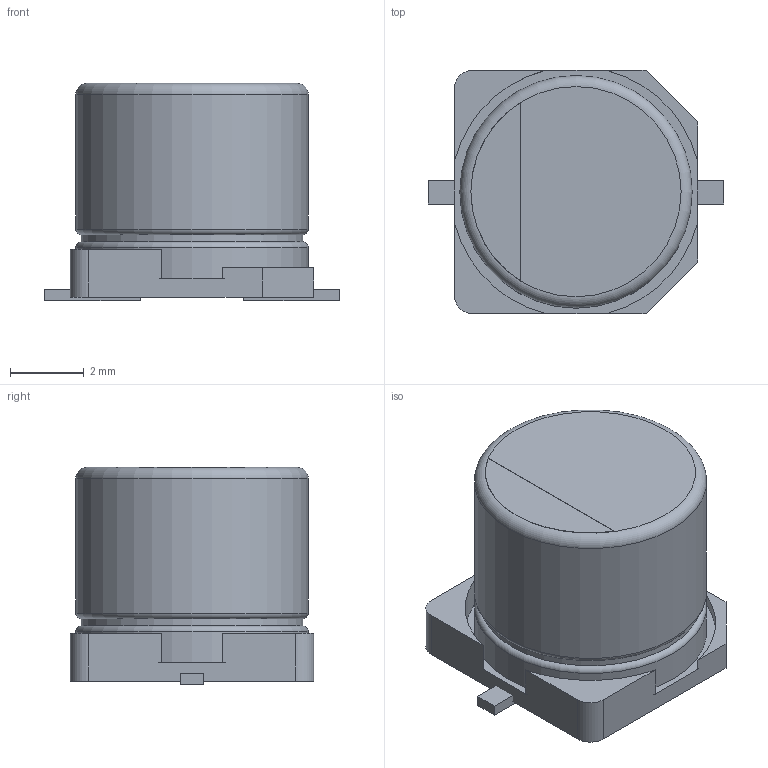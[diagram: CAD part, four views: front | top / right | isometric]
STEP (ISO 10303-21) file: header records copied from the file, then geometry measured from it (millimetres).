
FILE_DESCRIPTION(/* description */ (''),/* implementation_level */ '2;1');
FILE_NAME(/* name */ 'CAPAE6358 v1.step',/* time_stamp */ '2017-08-17T15:59:10-04:00',/* author */ (''),/* organization */ (''),/* preprocessor_version */ 'ST-DEVELOPER v16.13',/* originating_system */ 'Autodesk Translation Framework v6.1.1.50',/* authorisation */ '');
FILE_SCHEMA (('AUTOMOTIVE_DESIGN { 1 0 10303 214 3 1 1 }'));
Length unit declared in the file: millimetre
Products named in the file (1): CAPAE6358 v1
Bounding box: 8 x 6.6 x 5.91 mm (x, y, z)
Volume: 189.4 mm3; surface area: 301 mm2
Topology: 5 solids, 5 shells, 42 faces, 91 edges, 59 vertices
Faces by surface type: plane 29, cylinder 10, torus 3
Full cylindrical faces by diameter (mm): 6 x1, 6.3 x2
Entity records: 1146 total; most frequent: DIRECTION 192, CARTESIAN_POINT 187, ORIENTED_EDGE 170, EDGE_CURVE 85, LINE 64, VECTOR 64, AXIS2_PLACEMENT_3D 64, VERTEX_POINT 59
